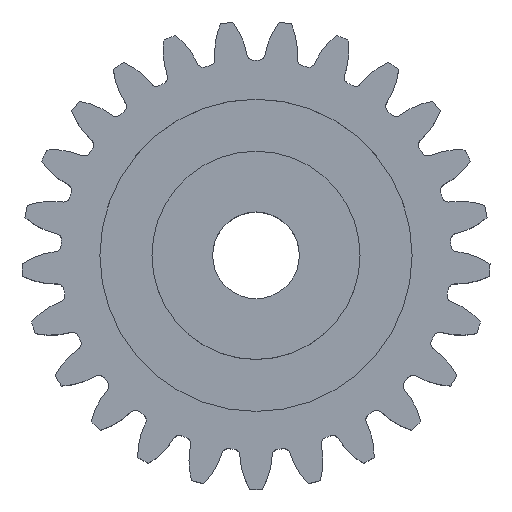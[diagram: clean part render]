
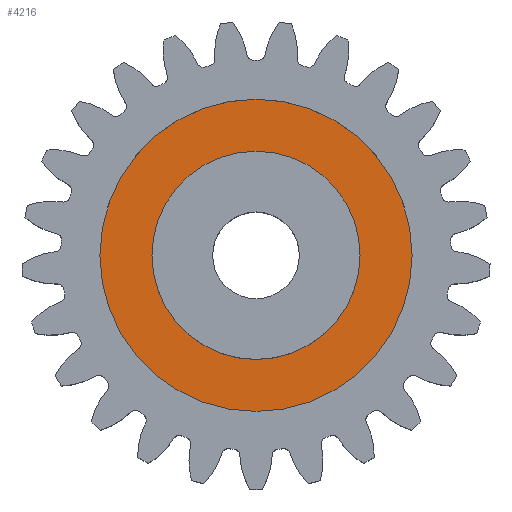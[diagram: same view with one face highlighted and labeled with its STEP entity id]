
A CAD part, top view. The second image highlights one B-rep face of the part: STEP entity #4216.
In plain terms, the highlighted planar face has unit normal (0, 0, 1).
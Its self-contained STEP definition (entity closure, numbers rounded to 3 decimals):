
#19 = CARTESIAN_POINT ( 'NONE',  ( -12., 0., 10.5 ) ) ;
#296 = DIRECTION ( 'NONE',  ( -1., 0., 0. ) ) ;
#297 = DIRECTION ( 'NONE',  ( 0., 0., -1. ) ) ;
#298 = CARTESIAN_POINT ( 'NONE',  ( 0., 0., 10.5 ) ) ;
#299 = AXIS2_PLACEMENT_3D ( 'NONE', #298, #297, #296 ) ;
#300 = PLANE ( 'NONE',  #299 ) ;
#305 = DIRECTION ( 'NONE',  ( -1., 0., 0. ) ) ;
#306 = DIRECTION ( 'NONE',  ( 0., 0., -1. ) ) ;
#308 = CARTESIAN_POINT ( 'NONE',  ( 0., 0., 10.5 ) ) ;
#309 = AXIS2_PLACEMENT_3D ( 'NONE', #308, #306, #305 ) ;
#319 = CIRCLE ( 'NONE', #337, 12. ) ;
#326 = FACE_OUTER_BOUND ( 'NONE', #4268, .T. ) ;
#327 = FACE_BOUND ( 'NONE', #4206, .T. ) ;
#329 = CIRCLE ( 'NONE', #309, 18. ) ;
#334 = DIRECTION ( 'NONE',  ( -1., 0., 0. ) ) ;
#335 = DIRECTION ( 'NONE',  ( 0., 0., -1. ) ) ;
#336 = CARTESIAN_POINT ( 'NONE',  ( 0., 0., 10.5 ) ) ;
#337 = AXIS2_PLACEMENT_3D ( 'NONE', #336, #335, #334 ) ;
#387 = CARTESIAN_POINT ( 'NONE',  ( 12., 0., 10.5 ) ) ;
#1420 = DIRECTION ( 'NONE',  ( -1., 0., 0. ) ) ;
#1421 = DIRECTION ( 'NONE',  ( 0., 0., -1. ) ) ;
#1423 = CARTESIAN_POINT ( 'NONE',  ( 0., 0., 10.5 ) ) ;
#1434 = CARTESIAN_POINT ( 'NONE',  ( -18., 0., 10.5 ) ) ;
#1438 = AXIS2_PLACEMENT_3D ( 'NONE', #1423, #1421, #1420 ) ;
#1446 = CIRCLE ( 'NONE', #1438, 18. ) ;
#1760 = CIRCLE ( 'NONE', #1786, 12. ) ;
#1782 = DIRECTION ( 'NONE',  ( -1., 0., 0. ) ) ;
#1784 = DIRECTION ( 'NONE',  ( 0., 0., -1. ) ) ;
#1785 = CARTESIAN_POINT ( 'NONE',  ( 0., 0., 10.5 ) ) ;
#1786 = AXIS2_PLACEMENT_3D ( 'NONE', #1785, #1784, #1782 ) ;
#1790 = CARTESIAN_POINT ( 'NONE',  ( 18., 0., 10.5 ) ) ;
#4107 = VERTEX_POINT ( 'NONE', #1790 ) ;
#4109 = EDGE_CURVE ( 'NONE', #4110, #4184, #1760, .T. ) ;
#4110 = VERTEX_POINT ( 'NONE', #19 ) ;
#4184 = VERTEX_POINT ( 'NONE', #387 ) ;
#4205 = EDGE_CURVE ( 'NONE', #4184, #4110, #319, .T. ) ;
#4206 = EDGE_LOOP ( 'NONE', ( #4211, #4267 ) ) ;
#4211 = ORIENTED_EDGE ( 'NONE', *, *, #4109, .T. ) ;
#4212 = EDGE_CURVE ( 'NONE', #4601, #4107, #329, .T. ) ;
#4216 = ADVANCED_FACE ( 'NONE', ( #327, #326 ), #300, .F. ) ;
#4267 = ORIENTED_EDGE ( 'NONE', *, *, #4205, .T. ) ;
#4268 = EDGE_LOOP ( 'NONE', ( #4269, #4272 ) ) ;
#4269 = ORIENTED_EDGE ( 'NONE', *, *, #4212, .F. ) ;
#4272 = ORIENTED_EDGE ( 'NONE', *, *, #4597, .F. ) ;
#4597 = EDGE_CURVE ( 'NONE', #4107, #4601, #1446, .T. ) ;
#4601 = VERTEX_POINT ( 'NONE', #1434 ) ;
